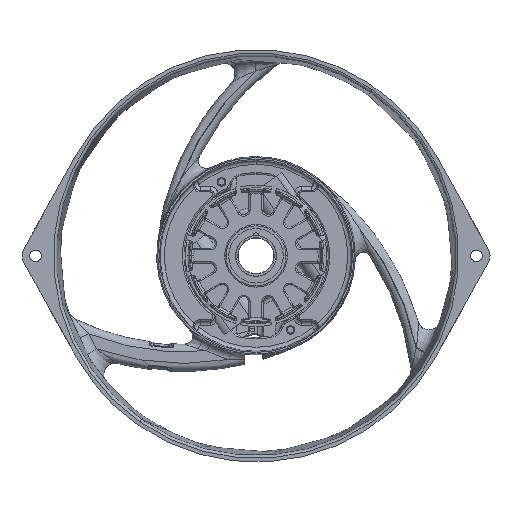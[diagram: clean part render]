
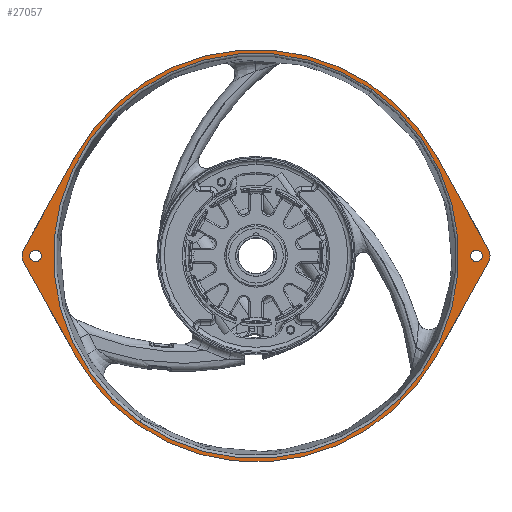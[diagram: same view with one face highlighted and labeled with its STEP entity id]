
A CAD part, front view. The second image highlights one B-rep face of the part: STEP entity #27057.
In plain terms, the highlighted planar face has unit normal (0, -1, 0).
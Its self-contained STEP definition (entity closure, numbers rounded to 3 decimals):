
#523 = CARTESIAN_POINT ( 'NONE',  ( 0., -55., 0. ) ) ;
#1108 = DIRECTION ( 'NONE',  ( 0.574, 0., 0.819 ) ) ;
#1193 = EDGE_CURVE ( 'NONE', #47801, #22832, #93596, .T. ) ;
#1528 = LINE ( 'NONE', #17282, #84282 ) ;
#1576 = DIRECTION ( 'NONE',  ( 0., -1., 0. ) ) ;
#1950 = CARTESIAN_POINT ( 'NONE',  ( 0., -55., 0. ) ) ;
#2843 = EDGE_LOOP ( 'NONE', ( #26539, #24405 ) ) ;
#3363 = VERTEX_POINT ( 'NONE', #9514 ) ;
#7503 = CIRCLE ( 'NONE', #16714, 75.8 ) ;
#8283 = CARTESIAN_POINT ( 'NONE',  ( -66.255, -55., -36.823 ) ) ;
#9231 = DIRECTION ( 'NONE',  ( 0., 1., 0. ) ) ;
#9514 = CARTESIAN_POINT ( 'NONE',  ( -43.477, -55., -62.092 ) ) ;
#12051 = CARTESIAN_POINT ( 'NONE',  ( -85.37, -55., 2.429 ) ) ;
#14406 = DIRECTION ( 'NONE',  ( 0., -1., 0. ) ) ;
#16214 = EDGE_CURVE ( 'NONE', #63444, #56408, #36607, .T. ) ;
#16714 = AXIS2_PLACEMENT_3D ( 'NONE', #47368, #71940, #79675 ) ;
#17181 = CARTESIAN_POINT ( 'NONE',  ( 42.158, -55., 60.208 ) ) ;
#17282 = CARTESIAN_POINT ( 'NONE',  ( 85.37, -55., -2.429 ) ) ;
#18839 = DIRECTION ( 'NONE',  ( 0., -1., 0. ) ) ;
#19394 = EDGE_CURVE ( 'NONE', #56408, #90352, #7503, .T. ) ;
#19698 = EDGE_CURVE ( 'NONE', #34263, #23507, #33758, .T. ) ;
#20057 = EDGE_LOOP ( 'NONE', ( #69816, #46718 ) ) ;
#20416 = CARTESIAN_POINT ( 'NONE',  ( 85.37, -55., 2.429 ) ) ;
#20662 = AXIS2_PLACEMENT_3D ( 'NONE', #77113, #83803, #43829 ) ;
#20688 = CARTESIAN_POINT ( 'NONE',  ( -85.37, -55., -2.429 ) ) ;
#20990 = CARTESIAN_POINT ( 'NONE',  ( -66.255, -55., 36.823 ) ) ;
#21347 = ORIENTED_EDGE ( 'NONE', *, *, #87145, .T. ) ;
#21439 = CIRCLE ( 'NONE', #98322, 2.15 ) ;
#22832 = VERTEX_POINT ( 'NONE', #8283 ) ;
#23507 = VERTEX_POINT ( 'NONE', #88370 ) ;
#24405 = ORIENTED_EDGE ( 'NONE', *, *, #44485, .T. ) ;
#24628 = DIRECTION ( 'NONE',  ( 0.574, 0., 0.819 ) ) ;
#25543 = AXIS2_PLACEMENT_3D ( 'NONE', #1950, #72733, #41520 ) ;
#25544 = ORIENTED_EDGE ( 'NONE', *, *, #1193, .T. ) ;
#26300 = AXIS2_PLACEMENT_3D ( 'NONE', #523, #9231, #24628 ) ;
#26539 = ORIENTED_EDGE ( 'NONE', *, *, #98677, .T. ) ;
#27057 = ADVANCED_FACE ( 'NONE', ( #44953, #60044, #75046, #38720 ), #49088, .F. ) ;
#27305 = CARTESIAN_POINT ( 'NONE',  ( 66.255, -55., 36.823 ) ) ;
#28290 = LINE ( 'NONE', #12051, #70962 ) ;
#28875 = CARTESIAN_POINT ( 'NONE',  ( -81., -55., 0. ) ) ;
#29861 = DIRECTION ( 'NONE',  ( 0., -1., 0. ) ) ;
#31673 = DIRECTION ( 'NONE',  ( 0., 1., 0. ) ) ;
#32726 = DIRECTION ( 'NONE',  ( 0.574, 0., 0.819 ) ) ;
#32882 = EDGE_LOOP ( 'NONE', ( #86325, #87989, #43543, #25544, #21347, #63824, #47072, #101795, #44921 ) ) ;
#33062 = DIRECTION ( 'NONE',  ( 0.486, 0., 0.874 ) ) ;
#33758 = CIRCLE ( 'NONE', #20662, 2.15 ) ;
#34263 = VERTEX_POINT ( 'NONE', #94852 ) ;
#34456 = AXIS2_PLACEMENT_3D ( 'NONE', #103150, #29861, #61837 ) ;
#35482 = CARTESIAN_POINT ( 'NONE',  ( -85.37, -55., -2.429 ) ) ;
#36215 = DIRECTION ( 'NONE',  ( -0.486, 0., -0.874 ) ) ;
#36219 = EDGE_CURVE ( 'NONE', #87107, #47801, #97750, .T. ) ;
#36506 = ORIENTED_EDGE ( 'NONE', *, *, #62070, .T. ) ;
#36607 = LINE ( 'NONE', #60552, #61660 ) ;
#36777 = CIRCLE ( 'NONE', #26300, 74.462 ) ;
#38285 = AXIS2_PLACEMENT_3D ( 'NONE', #80690, #49117, #1108 ) ;
#38720 = FACE_BOUND ( 'NONE', #86719, .T. ) ;
#38908 = DIRECTION ( 'NONE',  ( -0.574, 0., -0.819 ) ) ;
#40038 = CARTESIAN_POINT ( 'NONE',  ( -42.71, -55., -60.996 ) ) ;
#40770 = CIRCLE ( 'NONE', #25543, 74.462 ) ;
#41491 = CARTESIAN_POINT ( 'NONE',  ( -81., -55., 0. ) ) ;
#41520 = DIRECTION ( 'NONE',  ( 0.574, 0., 0.819 ) ) ;
#43543 = ORIENTED_EDGE ( 'NONE', *, *, #36219, .T. ) ;
#43736 = VERTEX_POINT ( 'NONE', #82961 ) ;
#43829 = DIRECTION ( 'NONE',  ( 0.574, 0., 0.819 ) ) ;
#44196 = DIRECTION ( 'NONE',  ( 0.486, 0., -0.874 ) ) ;
#44424 = AXIS2_PLACEMENT_3D ( 'NONE', #28875, #67850, #68545 ) ;
#44485 = EDGE_CURVE ( 'NONE', #74442, #82710, #60732, .T. ) ;
#44921 = ORIENTED_EDGE ( 'NONE', *, *, #16214, .T. ) ;
#44953 = FACE_OUTER_BOUND ( 'NONE', #32882, .T. ) ;
#45927 = CARTESIAN_POINT ( 'NONE',  ( -79.767, -55., 1.761 ) ) ;
#46714 = AXIS2_PLACEMENT_3D ( 'NONE', #17181, #97064, #72230 ) ;
#46718 = ORIENTED_EDGE ( 'NONE', *, *, #50715, .T. ) ;
#47072 = ORIENTED_EDGE ( 'NONE', *, *, #99022, .T. ) ;
#47368 = CARTESIAN_POINT ( 'NONE',  ( 0., -55., 0. ) ) ;
#47801 = VERTEX_POINT ( 'NONE', #35482 ) ;
#48547 = AXIS2_PLACEMENT_3D ( 'NONE', #74917, #18839, #91036 ) ;
#49088 = PLANE ( 'NONE',  #46714 ) ;
#49117 = DIRECTION ( 'NONE',  ( 0., 1., 0. ) ) ;
#50715 = EDGE_CURVE ( 'NONE', #23507, #34263, #21439, .T. ) ;
#55095 = VERTEX_POINT ( 'NONE', #98437 ) ;
#56408 = VERTEX_POINT ( 'NONE', #27305 ) ;
#57638 = EDGE_CURVE ( 'NONE', #90352, #87107, #28290, .T. ) ;
#59016 = EDGE_CURVE ( 'NONE', #55095, #91475, #40770, .T. ) ;
#60044 = FACE_BOUND ( 'NONE', #2843, .T. ) ;
#60552 = CARTESIAN_POINT ( 'NONE',  ( 85.37, -55., 2.429 ) ) ;
#60732 = CIRCLE ( 'NONE', #38285, 2.15 ) ;
#61660 = VECTOR ( 'NONE', #100110, 1000. ) ;
#61837 = DIRECTION ( 'NONE',  ( -0.574, 0., -0.819 ) ) ;
#62070 = EDGE_CURVE ( 'NONE', #91475, #55095, #36777, .T. ) ;
#63444 = VERTEX_POINT ( 'NONE', #20416 ) ;
#63595 = CARTESIAN_POINT ( 'NONE',  ( 81., -55., 0. ) ) ;
#63824 = ORIENTED_EDGE ( 'NONE', *, *, #70693, .T. ) ;
#66093 = CIRCLE ( 'NONE', #79912, 75.8 ) ;
#67850 = DIRECTION ( 'NONE',  ( 0., 1., 0. ) ) ;
#68545 = DIRECTION ( 'NONE',  ( 0.574, 0., 0.819 ) ) ;
#69816 = ORIENTED_EDGE ( 'NONE', *, *, #19698, .T. ) ;
#70693 = EDGE_CURVE ( 'NONE', #3363, #77820, #66093, .T. ) ;
#70962 = VECTOR ( 'NONE', #36215, 1000. ) ;
#71940 = DIRECTION ( 'NONE',  ( 0., -1., 0. ) ) ;
#72230 = DIRECTION ( 'NONE',  ( 1., 0., 0. ) ) ;
#72308 = VECTOR ( 'NONE', #44196, 1000. ) ;
#72733 = DIRECTION ( 'NONE',  ( 0., 1., 0. ) ) ;
#73389 = CIRCLE ( 'NONE', #48547, 5. ) ;
#73477 = AXIS2_PLACEMENT_3D ( 'NONE', #41491, #1576, #91592 ) ;
#74442 = VERTEX_POINT ( 'NONE', #103471 ) ;
#74917 = CARTESIAN_POINT ( 'NONE',  ( 81., -55., 0. ) ) ;
#75046 = FACE_BOUND ( 'NONE', #20057, .T. ) ;
#75093 = EDGE_CURVE ( 'NONE', #43736, #63444, #73389, .T. ) ;
#77113 = CARTESIAN_POINT ( 'NONE',  ( 81., -55., 0. ) ) ;
#77820 = VERTEX_POINT ( 'NONE', #92250 ) ;
#79675 = DIRECTION ( 'NONE',  ( -0.574, 0., -0.819 ) ) ;
#79912 = AXIS2_PLACEMENT_3D ( 'NONE', #94968, #14406, #38908 ) ;
#80690 = CARTESIAN_POINT ( 'NONE',  ( -81., -55., 0. ) ) ;
#82174 = ORIENTED_EDGE ( 'NONE', *, *, #59016, .T. ) ;
#82710 = VERTEX_POINT ( 'NONE', #45927 ) ;
#82961 = CARTESIAN_POINT ( 'NONE',  ( 85.37, -55., -2.429 ) ) ;
#83803 = DIRECTION ( 'NONE',  ( 0., 1., 0. ) ) ;
#84282 = VECTOR ( 'NONE', #33062, 1000. ) ;
#86325 = ORIENTED_EDGE ( 'NONE', *, *, #19394, .T. ) ;
#86719 = EDGE_LOOP ( 'NONE', ( #82174, #36506 ) ) ;
#86788 = CIRCLE ( 'NONE', #44424, 2.15 ) ;
#87107 = VERTEX_POINT ( 'NONE', #93682 ) ;
#87145 = EDGE_CURVE ( 'NONE', #22832, #3363, #98598, .T. ) ;
#87989 = ORIENTED_EDGE ( 'NONE', *, *, #57638, .T. ) ;
#88370 = CARTESIAN_POINT ( 'NONE',  ( 79.767, -55., -1.761 ) ) ;
#90352 = VERTEX_POINT ( 'NONE', #20990 ) ;
#91036 = DIRECTION ( 'NONE',  ( 0.819, 0., -0.574 ) ) ;
#91475 = VERTEX_POINT ( 'NONE', #40038 ) ;
#91592 = DIRECTION ( 'NONE',  ( 0.819, 0., -0.574 ) ) ;
#92250 = CARTESIAN_POINT ( 'NONE',  ( 66.255, -55., -36.823 ) ) ;
#93596 = LINE ( 'NONE', #20688, #72308 ) ;
#93682 = CARTESIAN_POINT ( 'NONE',  ( -85.37, -55., 2.429 ) ) ;
#94852 = CARTESIAN_POINT ( 'NONE',  ( 82.233, -55., 1.761 ) ) ;
#94968 = CARTESIAN_POINT ( 'NONE',  ( 0., -55., 0. ) ) ;
#97064 = DIRECTION ( 'NONE',  ( 0., 1., 0. ) ) ;
#97750 = CIRCLE ( 'NONE', #73477, 5. ) ;
#98322 = AXIS2_PLACEMENT_3D ( 'NONE', #63595, #31673, #32726 ) ;
#98437 = CARTESIAN_POINT ( 'NONE',  ( 42.71, -55., 60.996 ) ) ;
#98598 = CIRCLE ( 'NONE', #34456, 75.8 ) ;
#98677 = EDGE_CURVE ( 'NONE', #82710, #74442, #86788, .T. ) ;
#99022 = EDGE_CURVE ( 'NONE', #77820, #43736, #1528, .T. ) ;
#100110 = DIRECTION ( 'NONE',  ( -0.486, 0., 0.874 ) ) ;
#101795 = ORIENTED_EDGE ( 'NONE', *, *, #75093, .T. ) ;
#103150 = CARTESIAN_POINT ( 'NONE',  ( 0., -55., 0. ) ) ;
#103471 = CARTESIAN_POINT ( 'NONE',  ( -82.233, -55., -1.761 ) ) ;
